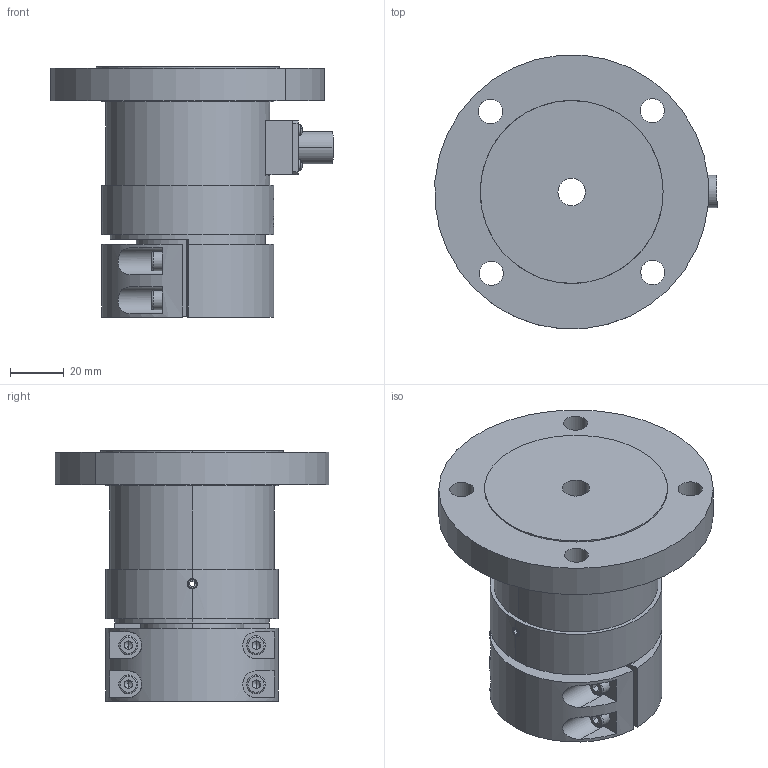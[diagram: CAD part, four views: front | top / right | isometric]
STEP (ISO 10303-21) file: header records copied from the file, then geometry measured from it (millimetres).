
FILE_DESCRIPTION (( 'STEP AP203' ), '1' );
FILE_NAME ('TGT50(囀30).STEP', '2019-11-07T07:30:44', ( '' ), ( '' ), 'SwSTEP 2.0', 'SolidWorks 2015', '' );
FILE_SCHEMA (( 'CONFIG_CONTROL_DESIGN' ));
Length unit declared in the file: millimetre
Products named in the file (1): TGT50(囀30)
Bounding box: 104.85 x 101.65 x 93 mm (x, y, z)
Surface area: 65616.8 mm2 (no closed solid volume)
Topology: 0 solids, 27 shells, 223 faces, 821 edges, 601 vertices
Faces by surface type: plane 122, cylinder 73, cone 12, torus 8, sphere 8
Entity records: 9405 total; most frequent: CARTESIAN_POINT 2415, DIRECTION 1527, ORIENTED_EDGE 1224, EDGE_CURVE 813, VERTEX_POINT 601, AXIS2_PLACEMENT_3D 582, LINE 363, VECTOR 363
